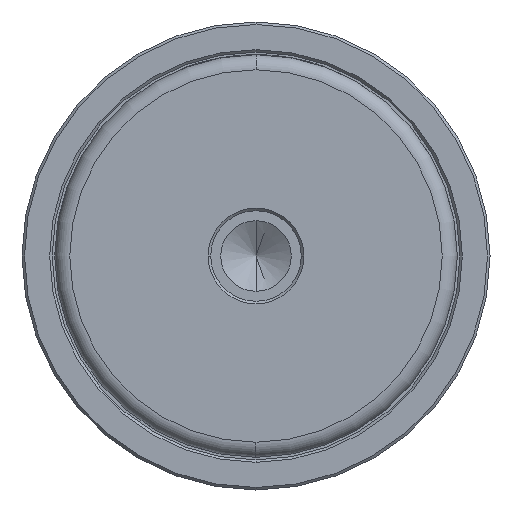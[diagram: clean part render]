
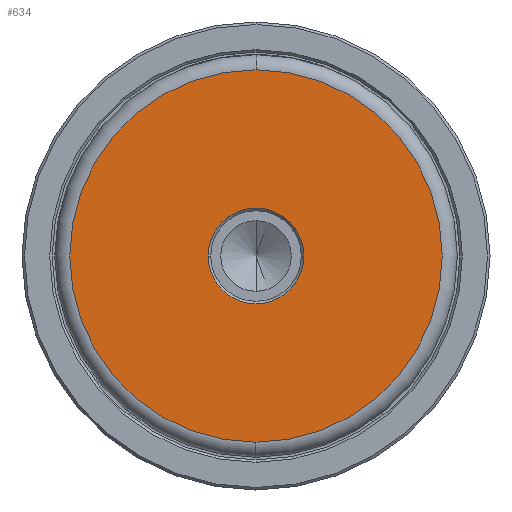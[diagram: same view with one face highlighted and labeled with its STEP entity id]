
A CAD part, left-side view. The second image highlights one B-rep face of the part: STEP entity #634.
In plain terms, the highlighted planar face has unit normal (-1, 0, 0).
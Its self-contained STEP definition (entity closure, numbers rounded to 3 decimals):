
#30 = DIRECTION ( 'NONE',  ( 0., 0., 1. ) ) ;
#147 = VERTEX_POINT ( 'NONE', #657 ) ;
#154 = CARTESIAN_POINT ( 'NONE',  ( 0., 0., 0. ) ) ;
#156 = ORIENTED_EDGE ( 'NONE', *, *, #209, .T. ) ;
#209 = EDGE_CURVE ( 'NONE', #619, #1478, #1392, .T. ) ;
#354 = DIRECTION ( 'NONE',  ( 0., 0., 1. ) ) ;
#534 = CIRCLE ( 'NONE', #2083, 36.997 ) ;
#552 = ORIENTED_EDGE ( 'NONE', *, *, #1432, .T. ) ;
#619 = VERTEX_POINT ( 'NONE', #934 ) ;
#634 = ADVANCED_FACE ( 'NONE', ( #1995, #883 ), #2190, .T. ) ;
#657 = CARTESIAN_POINT ( 'NONE',  ( 0., 9.5, 0. ) ) ;
#679 = CARTESIAN_POINT ( 'NONE',  ( 0., 0., 0. ) ) ;
#744 = EDGE_LOOP ( 'NONE', ( #156, #1910 ) ) ;
#748 = EDGE_LOOP ( 'NONE', ( #552, #992 ) ) ;
#883 = FACE_OUTER_BOUND ( 'NONE', #744, .T. ) ;
#899 = DIRECTION ( 'NONE',  ( 0., 0., 1. ) ) ;
#934 = CARTESIAN_POINT ( 'NONE',  ( 0., 0., 36.997 ) ) ;
#952 = AXIS2_PLACEMENT_3D ( 'NONE', #1239, #2687, #1449 ) ;
#992 = ORIENTED_EDGE ( 'NONE', *, *, #2044, .T. ) ;
#1155 = CARTESIAN_POINT ( 'NONE',  ( 0., 0., 0. ) ) ;
#1161 = DIRECTION ( 'NONE',  ( 0., 0., 1. ) ) ;
#1181 = AXIS2_PLACEMENT_3D ( 'NONE', #154, #1611, #354 ) ;
#1239 = CARTESIAN_POINT ( 'NONE',  ( 0., 0., 0. ) ) ;
#1285 = DIRECTION ( 'NONE',  ( -1., 0., 0. ) ) ;
#1292 = CARTESIAN_POINT ( 'NONE',  ( 0., 0., -36.997 ) ) ;
#1392 = CIRCLE ( 'NONE', #1181, 36.997 ) ;
#1432 = EDGE_CURVE ( 'NONE', #2088, #147, #2627, .T. ) ;
#1449 = DIRECTION ( 'NONE',  ( 0., 0., 1. ) ) ;
#1478 = VERTEX_POINT ( 'NONE', #1292 ) ;
#1611 = DIRECTION ( 'NONE',  ( -1., 0., 0. ) ) ;
#1718 = AXIS2_PLACEMENT_3D ( 'NONE', #1155, #2395, #1161 ) ;
#1807 = AXIS2_PLACEMENT_3D ( 'NONE', #679, #2141, #899 ) ;
#1910 = ORIENTED_EDGE ( 'NONE', *, *, #2611, .T. ) ;
#1995 = FACE_BOUND ( 'NONE', #748, .T. ) ;
#2044 = EDGE_CURVE ( 'NONE', #147, #2088, #2058, .T. ) ;
#2058 = CIRCLE ( 'NONE', #1807, 9.5 ) ;
#2083 = AXIS2_PLACEMENT_3D ( 'NONE', #2527, #1285, #30 ) ;
#2088 = VERTEX_POINT ( 'NONE', #2568 ) ;
#2141 = DIRECTION ( 'NONE',  ( 1., 0., 0. ) ) ;
#2190 = PLANE ( 'NONE',  #1718 ) ;
#2395 = DIRECTION ( 'NONE',  ( -1., 0., 0. ) ) ;
#2527 = CARTESIAN_POINT ( 'NONE',  ( 0., 0., 0. ) ) ;
#2568 = CARTESIAN_POINT ( 'NONE',  ( 0., -9.5, 0. ) ) ;
#2611 = EDGE_CURVE ( 'NONE', #1478, #619, #534, .T. ) ;
#2627 = CIRCLE ( 'NONE', #952, 9.5 ) ;
#2687 = DIRECTION ( 'NONE',  ( 1., 0., 0. ) ) ;
